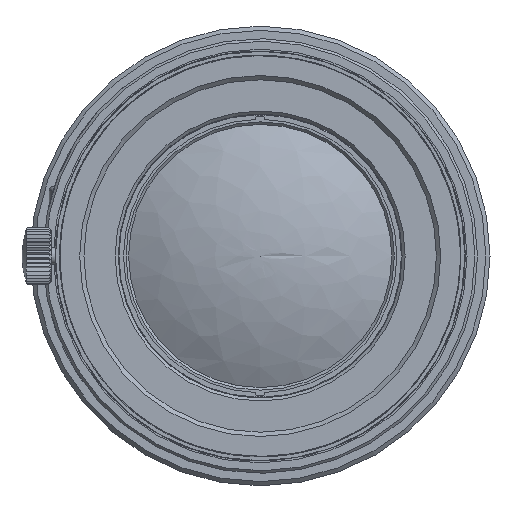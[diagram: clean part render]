
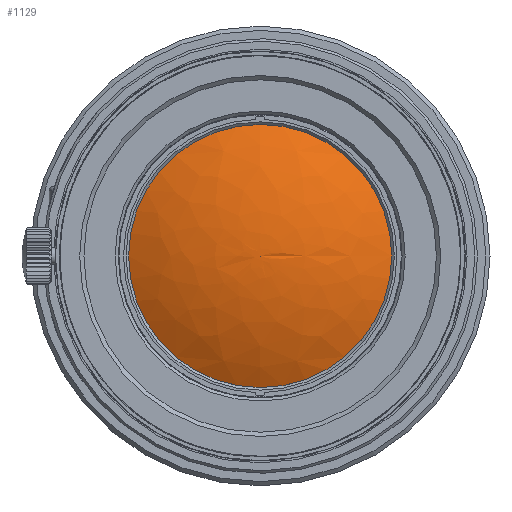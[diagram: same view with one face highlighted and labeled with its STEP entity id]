
A CAD part, left-side view. The second image highlights one B-rep face of the part: STEP entity #1129.
In plain terms, the highlighted free-form (B-spline) face has degree [3, 3] with [4, 7] control points.
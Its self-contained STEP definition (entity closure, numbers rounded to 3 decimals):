
#146=(
BOUNDED_SURFACE()
B_SPLINE_SURFACE(3,3,((#21237,#21238,#21239,#21240,#21241,#21242,#21243),
(#21244,#21245,#21246,#21247,#21248,#21249,#21250),(#21251,#21252,#21253,
#21254,#21255,#21256,#21257),(#21258,#21259,#21260,#21261,#21262,#21263,
#21264)),.UNSPECIFIED.,.F.,.T.,.F.)
B_SPLINE_SURFACE_WITH_KNOTS((4,4),(1,3,3,3,1),(0.,1.),(-0.5,0.,0.5,1.,1.5),
 .UNSPECIFIED.)
GEOMETRIC_REPRESENTATION_ITEM()
RATIONAL_B_SPLINE_SURFACE(((1.,0.333,0.333,1.,0.333,
0.333,1.),(0.98,0.327,0.327,
0.98,0.327,0.327,0.98),
(0.98,0.327,0.327,0.98,
0.327,0.327,0.98),(1.,0.333,
0.333,1.,0.333,0.333,1.)))
REPRESENTATION_ITEM('')
SURFACE()
);
#148=VERTEX_LOOP('',#8408);
#1129=ADVANCED_FACE('',(#3034,#3035),#146,.T.);
#1818=CIRCLE('',#11899,15.748);
#3034=FACE_BOUND('',#148,.T.);
#3035=FACE_BOUND('',#3619,.T.);
#3619=EDGE_LOOP('',(#6391));
#6391=ORIENTED_EDGE('',*,*,#10019,.T.);
#8408=VERTEX_POINT('',#21234);
#8409=VERTEX_POINT('',#21236);
#10019=EDGE_CURVE('',#8409,#8409,#1818,.T.);
#11899=AXIS2_PLACEMENT_3D('',#21235,#13698,#13699);
#13698=DIRECTION('',(-1.,0.,0.));
#13699=DIRECTION('',(0.,-1.,0.));
#21234=CARTESIAN_POINT('',(-67.765,0.,0.));
#21235=CARTESIAN_POINT('',(-63.952,0.,0.));
#21236=CARTESIAN_POINT('',(-63.952,-15.748,0.));
#21237=CARTESIAN_POINT('',(-67.765,0.,0.));
#21238=CARTESIAN_POINT('',(-67.765,0.,0.));
#21239=CARTESIAN_POINT('',(-67.765,0.,0.));
#21240=CARTESIAN_POINT('',(-67.765,0.,0.));
#21241=CARTESIAN_POINT('',(-67.765,0.,0.));
#21242=CARTESIAN_POINT('',(-67.765,0.,0.));
#21243=CARTESIAN_POINT('',(-67.765,0.,0.));
#21244=CARTESIAN_POINT('',(-67.805,-5.51,0.));
#21245=CARTESIAN_POINT('',(-67.805,-5.51,11.021));
#21246=CARTESIAN_POINT('',(-67.805,5.51,11.021));
#21247=CARTESIAN_POINT('',(-67.805,5.51,0.));
#21248=CARTESIAN_POINT('',(-67.805,5.51,-11.021));
#21249=CARTESIAN_POINT('',(-67.805,-5.51,-11.021));
#21250=CARTESIAN_POINT('',(-67.805,-5.51,0.));
#21251=CARTESIAN_POINT('',(-66.508,-10.866,0.));
#21252=CARTESIAN_POINT('',(-66.508,-10.866,21.732));
#21253=CARTESIAN_POINT('',(-66.508,10.866,21.732));
#21254=CARTESIAN_POINT('',(-66.508,10.866,0.));
#21255=CARTESIAN_POINT('',(-66.508,10.866,-21.732));
#21256=CARTESIAN_POINT('',(-66.508,-10.866,-21.732));
#21257=CARTESIAN_POINT('',(-66.508,-10.866,0.));
#21258=CARTESIAN_POINT('',(-63.952,-15.748,0.));
#21259=CARTESIAN_POINT('',(-63.952,-15.748,31.496));
#21260=CARTESIAN_POINT('',(-63.952,15.748,31.496));
#21261=CARTESIAN_POINT('',(-63.952,15.748,0.));
#21262=CARTESIAN_POINT('',(-63.952,15.748,-31.496));
#21263=CARTESIAN_POINT('',(-63.952,-15.748,-31.496));
#21264=CARTESIAN_POINT('',(-63.952,-15.748,0.));
